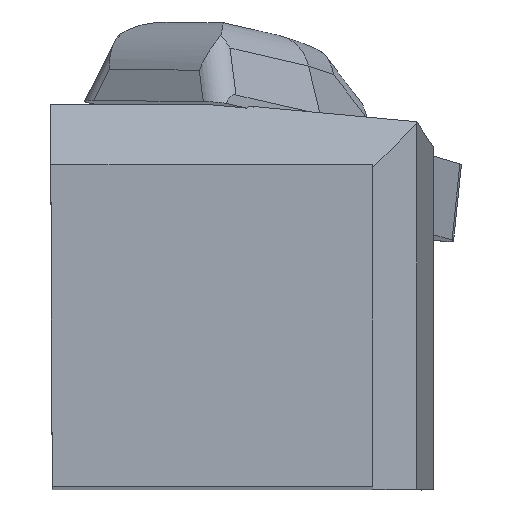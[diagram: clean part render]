
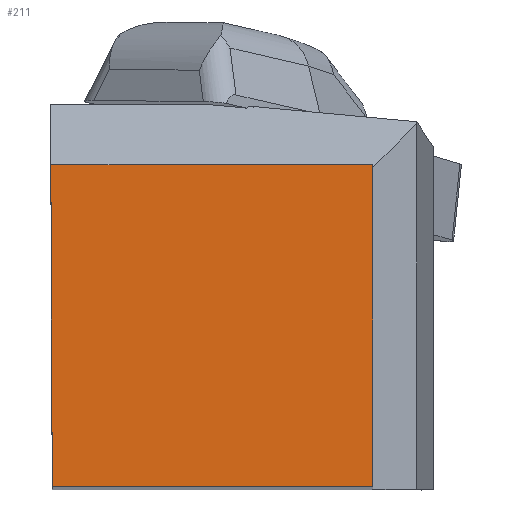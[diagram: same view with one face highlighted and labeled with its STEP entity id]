
A CAD part, top view. The second image highlights one B-rep face of the part: STEP entity #211.
In plain terms, the highlighted planar face has unit normal (0, 0, 1).
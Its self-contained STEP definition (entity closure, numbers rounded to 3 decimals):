
#149=FACE_OUTER_BOUND('',#596,.T.);
#211=ADVANCED_FACE('BLANK_BOXF006',(#149),#267,.F.);
#267=PLANE('',#1367);
#353=LINE('',#1926,#484);
#366=LINE('',#1949,#497);
#368=LINE('',#1953,#499);
#369=LINE('',#1955,#500);
#484=VECTOR('',#1558,1.);
#497=VECTOR('',#1579,1.);
#499=VECTOR('',#1583,1.);
#500=VECTOR('',#1584,1.);
#596=EDGE_LOOP('',(#767,#768,#769,#770));
#767=ORIENTED_EDGE('',*,*,#1167,.T.);
#768=ORIENTED_EDGE('',*,*,#1168,.T.);
#769=ORIENTED_EDGE('',*,*,#1165,.T.);
#770=ORIENTED_EDGE('',*,*,#1152,.T.);
#1027=VERTEX_POINT('',#1925);
#1028=VERTEX_POINT('',#1927);
#1034=VERTEX_POINT('',#1950);
#1035=VERTEX_POINT('',#1954);
#1152=EDGE_CURVE('',#1028,#1027,#353,.T.);
#1165=EDGE_CURVE('',#1034,#1028,#366,.T.);
#1167=EDGE_CURVE('',#1027,#1035,#368,.T.);
#1168=EDGE_CURVE('',#1035,#1034,#369,.T.);
#1367=AXIS2_PLACEMENT_3D('',#1956,#1585,#1586);
#1558=DIRECTION('',(1.,0.,0.));
#1579=DIRECTION('',(0.004,-1.,0.));
#1583=DIRECTION('',(0.,1.,0.));
#1584=DIRECTION('',(-1.,0.,0.));
#1585=DIRECTION('',(0.,0.,-1.));
#1586=DIRECTION('',(1.,0.,0.));
#1925=CARTESIAN_POINT('',(19.875,0.,0.));
#1926=CARTESIAN_POINT('',(-142.35,0.,0.));
#1927=CARTESIAN_POINT('',(0.087,0.,0.));
#1949=CARTESIAN_POINT('',(-0.534,142.349,0.));
#1950=CARTESIAN_POINT('',(0.,19.875,0.));
#1953=CARTESIAN_POINT('',(19.875,-142.35,0.));
#1954=CARTESIAN_POINT('',(19.875,19.875,0.));
#1955=CARTESIAN_POINT('',(142.35,19.875,0.));
#1956=CARTESIAN_POINT('',(41.35,-5.,0.));
